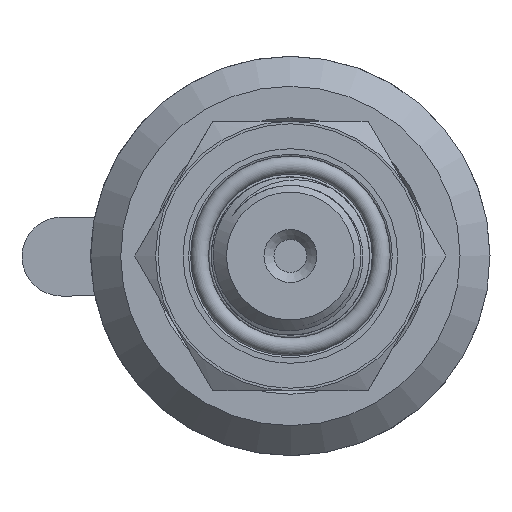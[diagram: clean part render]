
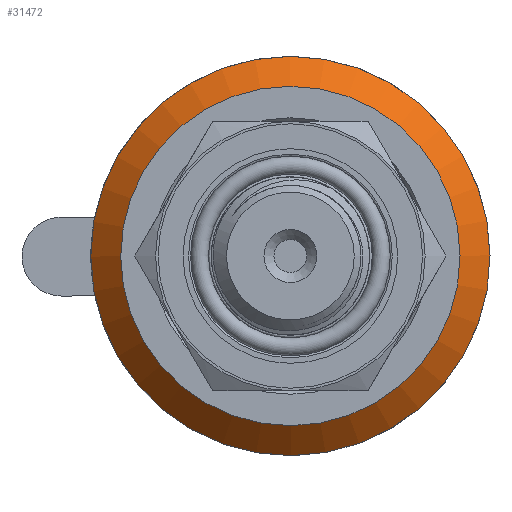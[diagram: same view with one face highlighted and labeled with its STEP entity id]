
A CAD part, left-side view. The second image highlights one B-rep face of the part: STEP entity #31472.
In plain terms, the highlighted conical face has half-angle 45 degrees and reference radius 18.5 mm.
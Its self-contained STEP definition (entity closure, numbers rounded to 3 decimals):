
#326=CONICAL_SURFACE('',#33543,18.5,0.785);
#3330=FACE_OUTER_BOUND('',#5141,.T.);
#5141=EDGE_LOOP('',(#29088,#29089,#29090,#29091));
#5828=CIRCLE('',#33542,20.);
#5829=CIRCLE('',#33544,17.);
#9697=LINE('',#80422,#12656);
#12656=VECTOR('',#40408,18.5);
#15628=VERTEX_POINT('',#80417);
#15629=VERTEX_POINT('',#80421);
#20151=EDGE_CURVE('',#15628,#15628,#5828,.T.);
#20152=EDGE_CURVE('',#15628,#15629,#9697,.T.);
#20153=EDGE_CURVE('',#15629,#15629,#5829,.T.);
#29088=ORIENTED_EDGE('',*,*,#20151,.F.);
#29089=ORIENTED_EDGE('',*,*,#20152,.T.);
#29090=ORIENTED_EDGE('',*,*,#20153,.T.);
#29091=ORIENTED_EDGE('',*,*,#20152,.F.);
#31472=ADVANCED_FACE('',(#3330),#326,.T.);
#33542=AXIS2_PLACEMENT_3D('',#80419,#40404,#40405);
#33543=AXIS2_PLACEMENT_3D('',#80420,#40406,#40407);
#33544=AXIS2_PLACEMENT_3D('',#80423,#40409,#40410);
#40404=DIRECTION('center_axis',(-1.,0.,0.));
#40405=DIRECTION('ref_axis',(0.,0.,
-1.));
#40406=DIRECTION('center_axis',(-1.,0.,0.));
#40407=DIRECTION('ref_axis',(0.,-1.,0.));
#40408=DIRECTION('',(0.707,-0.707,0.));
#40409=DIRECTION('center_axis',(-1.,0.,0.));
#40410=DIRECTION('ref_axis',(0.,0.,
-1.));
#80417=CARTESIAN_POINT('',(21.,20.,0.));
#80419=CARTESIAN_POINT('Origin',(21.,0.,0.));
#80420=CARTESIAN_POINT('Origin',(22.5,0.,0.));
#80421=CARTESIAN_POINT('',(24.,17.,0.));
#80422=CARTESIAN_POINT('',(22.5,18.5,0.));
#80423=CARTESIAN_POINT('Origin',(24.,0.,0.));
